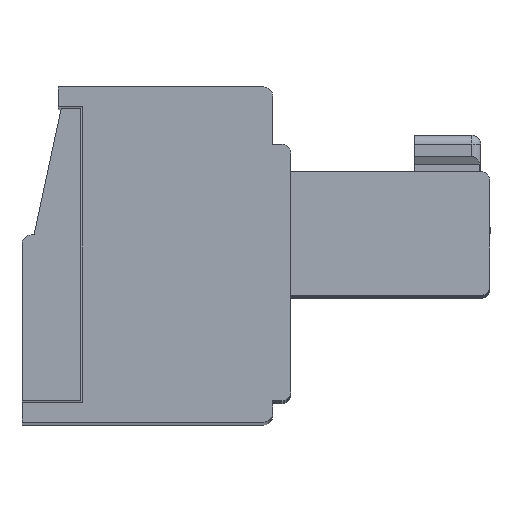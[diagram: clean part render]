
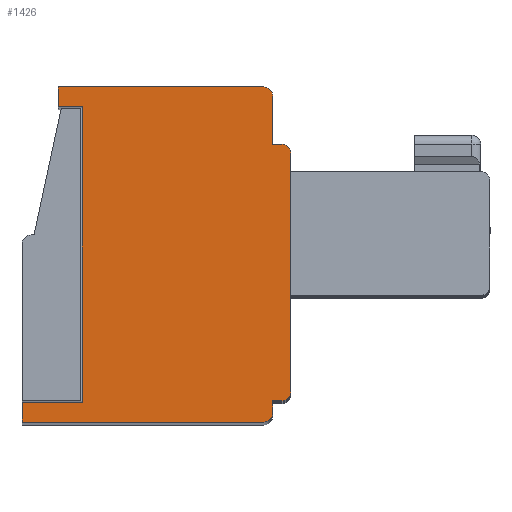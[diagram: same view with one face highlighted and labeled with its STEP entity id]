
A CAD part, top view. The second image highlights one B-rep face of the part: STEP entity #1426.
In plain terms, the highlighted planar face has unit normal (0, 0, 1).
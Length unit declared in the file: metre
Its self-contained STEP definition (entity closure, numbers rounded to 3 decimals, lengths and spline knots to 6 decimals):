
#1426=ADVANCED_FACE('',(#4103),#4104,.F.);
#4103=FACE_OUTER_BOUND('',#8202,.T.);
#4104=PLANE('',#8203);
#8202=EDGE_LOOP('',(#12524,#12525,#12526,#12527,#12528,#12529,#12530,#12531,#12532,#12533,#12534,#12535,#12536,#12537,#12538,#12539));
#8203=AXIS2_PLACEMENT_3D('',#12540,#12541,#12542);
#12524=ORIENTED_EDGE('',*,*,#24189,.T.);
#12525=ORIENTED_EDGE('',*,*,#24190,.T.);
#12526=ORIENTED_EDGE('',*,*,#24191,.T.);
#12527=ORIENTED_EDGE('',*,*,#24192,.T.);
#12528=ORIENTED_EDGE('',*,*,#24193,.T.);
#12529=ORIENTED_EDGE('',*,*,#24194,.F.);
#12530=ORIENTED_EDGE('',*,*,#24195,.T.);
#12531=ORIENTED_EDGE('',*,*,#24196,.T.);
#12532=ORIENTED_EDGE('',*,*,#24197,.T.);
#12533=ORIENTED_EDGE('',*,*,#24198,.T.);
#12534=ORIENTED_EDGE('',*,*,#24199,.T.);
#12535=ORIENTED_EDGE('',*,*,#24200,.T.);
#12536=ORIENTED_EDGE('',*,*,#24201,.T.);
#12537=ORIENTED_EDGE('',*,*,#24202,.F.);
#12538=ORIENTED_EDGE('',*,*,#24203,.T.);
#12539=ORIENTED_EDGE('',*,*,#24204,.T.);
#12540=CARTESIAN_POINT('',(0.013673,0.00851,0.048133));
#12541=DIRECTION('',(0.,0.,-1.0));
#12542=DIRECTION('',(0.0,-1.0,0.));
#24189=EDGE_CURVE('',#28940,#28941,#28942,.T.);
#24190=EDGE_CURVE('',#28941,#28943,#28944,.T.);
#24191=EDGE_CURVE('',#28943,#28945,#28946,.T.);
#24192=EDGE_CURVE('',#28945,#28947,#28948,.T.);
#24193=EDGE_CURVE('',#28947,#28949,#28950,.T.);
#24194=EDGE_CURVE('',#28951,#28949,#28952,.T.);
#24195=EDGE_CURVE('',#28951,#28953,#28954,.T.);
#24196=EDGE_CURVE('',#28953,#28955,#28956,.T.);
#24197=EDGE_CURVE('',#28955,#28957,#28958,.T.);
#24198=EDGE_CURVE('',#28957,#28959,#28960,.T.);
#24199=EDGE_CURVE('',#28959,#28961,#28962,.T.);
#24200=EDGE_CURVE('',#28961,#28963,#28964,.T.);
#24201=EDGE_CURVE('',#28963,#28965,#28966,.T.);
#24202=EDGE_CURVE('',#28967,#28965,#28968,.T.);
#24203=EDGE_CURVE('',#28967,#28969,#28970,.T.);
#24204=EDGE_CURVE('',#28969,#28940,#28971,.T.);
#28940=VERTEX_POINT('',#36024);
#28941=VERTEX_POINT('',#36025);
#28942=LINE('',#36026,#36027);
#28943=VERTEX_POINT('',#36028);
#28944=CIRCLE('',#36029,0.0003);
#28945=VERTEX_POINT('',#36030);
#28946=LINE('',#36031,#36032);
#28947=VERTEX_POINT('',#36033);
#28948=LINE('',#36034,#36035);
#28949=VERTEX_POINT('',#36036);
#28950=CIRCLE('',#36037,0.0003);
#28951=VERTEX_POINT('',#36038);
#28952=LINE('',#36039,#36040);
#28953=VERTEX_POINT('',#36041);
#28954=CIRCLE('',#36042,0.0003);
#28955=VERTEX_POINT('',#36043);
#28956=LINE('',#36044,#36045);
#28957=VERTEX_POINT('',#36046);
#28958=LINE('',#36047,#36048);
#28959=VERTEX_POINT('',#36049);
#28960=CIRCLE('',#36050,0.0003);
#28961=VERTEX_POINT('',#36051);
#28962=LINE('',#36052,#36053);
#28963=VERTEX_POINT('',#36054);
#28964=LINE('',#36055,#36056);
#28965=VERTEX_POINT('',#36057);
#28966=LINE('',#36058,#36059);
#28967=VERTEX_POINT('',#36060);
#28968=LINE('',#36061,#36062);
#28969=VERTEX_POINT('',#36063);
#28970=LINE('',#36064,#36065);
#28971=LINE('',#36066,#36067);
#36024=CARTESIAN_POINT('',(-0.001527,0.00051,0.048133));
#36025=CARTESIAN_POINT('',(0.006473,0.00051,0.048133));
#36026=CARTESIAN_POINT('',(0.013673,0.00051,0.048133));
#36027=VECTOR('',#45752,1.0);
#36028=CARTESIAN_POINT('',(0.006773,0.00081,0.048133));
#36029=AXIS2_PLACEMENT_3D('',#45753,#45754,#45755);
#36030=CARTESIAN_POINT('',(0.006773,0.00121,0.048133));
#36031=CARTESIAN_POINT('',(0.006773,0.00851,0.048133));
#36032=VECTOR('',#45756,1.0);
#36033=CARTESIAN_POINT('',(0.007073,0.00121,0.048133));
#36034=CARTESIAN_POINT('',(0.013673,0.00121,0.048133));
#36035=VECTOR('',#45757,1.0);
#36036=CARTESIAN_POINT('',(0.007373,0.00151,0.048133));
#36037=AXIS2_PLACEMENT_3D('',#45758,#45759,#45760);
#36038=CARTESIAN_POINT('',(0.007373,0.00941,0.048133));
#36039=CARTESIAN_POINT('',(0.007373,0.00941,0.048133));
#36040=VECTOR('',#45761,1.0);
#36041=CARTESIAN_POINT('',(0.007073,0.00971,0.048133));
#36042=AXIS2_PLACEMENT_3D('',#45762,#45763,#45764);
#36043=CARTESIAN_POINT('',(0.006773,0.00971,0.048133));
#36044=CARTESIAN_POINT('',(0.006773,0.00971,0.048133));
#36045=VECTOR('',#45765,1.0);
#36046=CARTESIAN_POINT('',(0.006773,0.01131,0.048133));
#36047=CARTESIAN_POINT('',(0.006773,0.00851,0.048133));
#36048=VECTOR('',#45766,1.0);
#36049=CARTESIAN_POINT('',(0.006473,0.01161,0.048133));
#36050=AXIS2_PLACEMENT_3D('',#45767,#45768,#45769);
#36051=CARTESIAN_POINT('',(-0.000327,0.01161,0.048133));
#36052=CARTESIAN_POINT('',(0.013673,0.01161,0.048133));
#36053=VECTOR('',#45770,1.0);
#36054=CARTESIAN_POINT('',(-0.000327,0.01096,0.048133));
#36055=CARTESIAN_POINT('',(-0.000327,0.00851,0.048133));
#36056=VECTOR('',#45771,1.0);
#36057=CARTESIAN_POINT('',(0.000473,0.01096,0.048133));
#36058=CARTESIAN_POINT('',(0.013673,0.01096,0.048133));
#36059=VECTOR('',#45772,1.0);
#36060=CARTESIAN_POINT('',(0.000473,0.00116,0.048133));
#36061=CARTESIAN_POINT('',(0.000473,0.00116,0.048133));
#36062=VECTOR('',#45773,1.0);
#36063=CARTESIAN_POINT('',(-0.001527,0.00116,0.048133));
#36064=CARTESIAN_POINT('',(0.013673,0.00116,0.048133));
#36065=VECTOR('',#45774,1.0);
#36066=CARTESIAN_POINT('',(-0.001527,0.00851,0.048133));
#36067=VECTOR('',#45775,1.0);
#45752=DIRECTION('',(1.0,0.,0.));
#45753=CARTESIAN_POINT('',(0.006473,0.00081,0.048133));
#45754=DIRECTION('',(0.,0.,1.0));
#45755=DIRECTION('',(-1.0,0.,0.));
#45756=DIRECTION('',(0.,1.0,0.));
#45757=DIRECTION('',(1.0,0.,0.));
#45758=CARTESIAN_POINT('',(0.007073,0.00151,0.048133));
#45759=DIRECTION('',(0.,0.,1.0));
#45760=DIRECTION('',(-1.0,0.,0.));
#45761=DIRECTION('',(0.,-1.0,0.0));
#45762=CARTESIAN_POINT('',(0.007073,0.00941,0.048133));
#45763=DIRECTION('',(0.,0.,1.0));
#45764=DIRECTION('',(-1.0,0.0,0.));
#45765=DIRECTION('',(-1.0,0.,0.));
#45766=DIRECTION('',(0.,1.0,0.));
#45767=CARTESIAN_POINT('',(0.006473,0.01131,0.048133));
#45768=DIRECTION('',(0.,0.,1.0));
#45769=DIRECTION('',(-1.0,0.,0.));
#45770=DIRECTION('',(-1.0,0.,0.));
#45771=DIRECTION('',(0.,-1.0,0.));
#45772=DIRECTION('',(1.0,0.,0.));
#45773=DIRECTION('',(0.,1.0,0.0));
#45774=DIRECTION('',(-1.0,0.,0.));
#45775=DIRECTION('',(0.,-1.0,0.));
